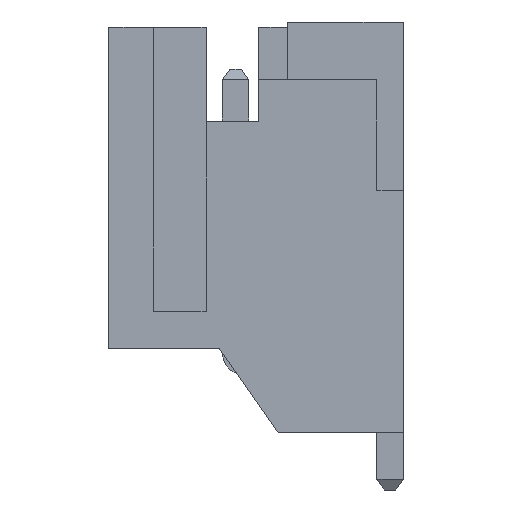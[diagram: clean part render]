
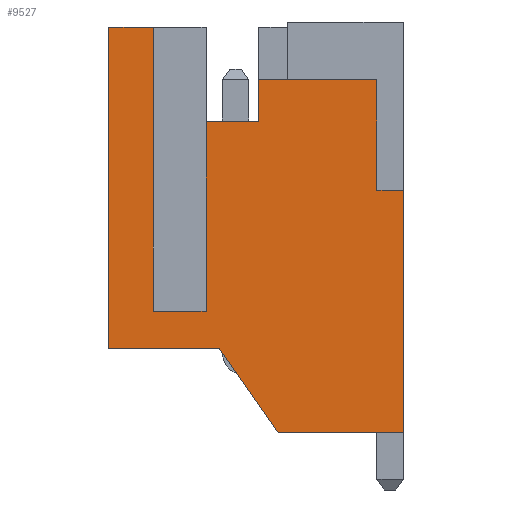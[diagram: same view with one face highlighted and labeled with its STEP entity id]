
A CAD part, left-side view. The second image highlights one B-rep face of the part: STEP entity #9527.
In plain terms, the highlighted planar face has unit normal (-1, 0, 0).
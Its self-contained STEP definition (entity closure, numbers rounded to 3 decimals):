
#16 = CARTESIAN_POINT ( 'NONE',  ( -10., -0.689, 3. ) ) ;
#211 = ORIENTED_EDGE ( 'NONE', *, *, #4975, .T. ) ;
#376 = CARTESIAN_POINT ( 'NONE',  ( -10., 2.161, -1.3 ) ) ;
#426 = LINE ( 'NONE', #376, #1257 ) ;
#760 = DIRECTION ( 'NONE',  ( 0., 1., 0. ) ) ;
#944 = LINE ( 'NONE', #9806, #9276 ) ;
#949 = ORIENTED_EDGE ( 'NONE', *, *, #10565, .F. ) ;
#1251 = ORIENTED_EDGE ( 'NONE', *, *, #7493, .F. ) ;
#1257 = VECTOR ( 'NONE', #5046, 1000. ) ;
#1298 = VERTEX_POINT ( 'NONE', #4959 ) ;
#1431 = FACE_OUTER_BOUND ( 'NONE', #2617, .T. ) ;
#1499 = PLANE ( 'NONE',  #4806 ) ;
#1808 = DIRECTION ( 'NONE',  ( 0., -1., 0. ) ) ;
#1861 = ORIENTED_EDGE ( 'NONE', *, *, #2667, .F. ) ;
#2056 = LINE ( 'NONE', #4761, #9461 ) ;
#2164 = EDGE_CURVE ( 'NONE', #8224, #9490, #7735, .T. ) ;
#2201 = CARTESIAN_POINT ( 'NONE',  ( -10., 0.311, 3. ) ) ;
#2310 = EDGE_CURVE ( 'NONE', #6006, #8224, #7420, .T. ) ;
#2379 = CARTESIAN_POINT ( 'NONE',  ( -10., -2.939, 1.7 ) ) ;
#2396 = CARTESIAN_POINT ( 'NONE',  ( -10., -0.689, 3.8 ) ) ;
#2418 = DIRECTION ( 'NONE',  ( 0., 0., 1. ) ) ;
#2472 = EDGE_CURVE ( 'NONE', #7430, #6648, #944, .T. ) ;
#2499 = VECTOR ( 'NONE', #760, 1000. ) ;
#2584 = LINE ( 'NONE', #7789, #11294 ) ;
#2615 = CARTESIAN_POINT ( 'NONE',  ( -10., -2.939, 3.8 ) ) ;
#2617 = EDGE_LOOP ( 'NONE', ( #6482, #7543, #5082, #1861, #11153, #7240, #6647, #5027, #949, #211, #7131, #5592, #1251, #4397 ) ) ;
#2637 = LINE ( 'NONE', #6207, #7574 ) ;
#2667 = EDGE_CURVE ( 'NONE', #9253, #10648, #6528, .T. ) ;
#2796 = EDGE_CURVE ( 'NONE', #6648, #10995, #6288, .T. ) ;
#3154 = CARTESIAN_POINT ( 'NONE',  ( -10., 1.311, -0.6 ) ) ;
#3251 = VECTOR ( 'NONE', #2418, 1000. ) ;
#3314 = EDGE_CURVE ( 'NONE', #10648, #6897, #2056, .T. ) ;
#3427 = VECTOR ( 'NONE', #11150, 1000. ) ;
#4397 = ORIENTED_EDGE ( 'NONE', *, *, #2796, .F. ) ;
#4725 = CARTESIAN_POINT ( 'NONE',  ( -10., -0.689, 3. ) ) ;
#4734 = CARTESIAN_POINT ( 'NONE',  ( -10., -3.439, 1.7 ) ) ;
#4761 = CARTESIAN_POINT ( 'NONE',  ( -10., -0.689, 3.8 ) ) ;
#4806 = AXIS2_PLACEMENT_3D ( 'NONE', #8724, #7794, #11497 ) ;
#4847 = CARTESIAN_POINT ( 'NONE',  ( -10., 2.161, -1.3 ) ) ;
#4959 = CARTESIAN_POINT ( 'NONE',  ( -10., 2.161, 4.8 ) ) ;
#4975 = EDGE_CURVE ( 'NONE', #1298, #11388, #5593, .T. ) ;
#4986 = DIRECTION ( 'NONE',  ( 0., -1., 0. ) ) ;
#5027 = ORIENTED_EDGE ( 'NONE', *, *, #5190, .T. ) ;
#5046 = DIRECTION ( 'NONE',  ( 0., 1., 0. ) ) ;
#5082 = ORIENTED_EDGE ( 'NONE', *, *, #3314, .F. ) ;
#5190 = EDGE_CURVE ( 'NONE', #6006, #10237, #2584, .T. ) ;
#5279 = EDGE_CURVE ( 'NONE', #10640, #6438, #9128, .T. ) ;
#5592 = ORIENTED_EDGE ( 'NONE', *, *, #5279, .T. ) ;
#5593 = LINE ( 'NONE', #9141, #5873 ) ;
#5645 = CARTESIAN_POINT ( 'NONE',  ( -10., 0.311, 3. ) ) ;
#5662 = DIRECTION ( 'NONE',  ( 0., 0., 1. ) ) ;
#5750 = VECTOR ( 'NONE', #5662, 1000. ) ;
#5789 = CARTESIAN_POINT ( 'NONE',  ( -10., -3.439, -2.9 ) ) ;
#5873 = VECTOR ( 'NONE', #10842, 1000. ) ;
#5916 = CARTESIAN_POINT ( 'NONE',  ( -10., 0.061, -1.3 ) ) ;
#5997 = LINE ( 'NONE', #7743, #2499 ) ;
#6006 = VERTEX_POINT ( 'NONE', #10297 ) ;
#6205 = CARTESIAN_POINT ( 'NONE',  ( -10., -1.06, -2.9 ) ) ;
#6207 = CARTESIAN_POINT ( 'NONE',  ( -10., 2.161, 4.8 ) ) ;
#6288 = LINE ( 'NONE', #8028, #11548 ) ;
#6393 = DIRECTION ( 'NONE',  ( 0., 0., -1. ) ) ;
#6438 = VERTEX_POINT ( 'NONE', #10416 ) ;
#6482 = ORIENTED_EDGE ( 'NONE', *, *, #2472, .F. ) ;
#6528 = LINE ( 'NONE', #4725, #5750 ) ;
#6570 = CARTESIAN_POINT ( 'NONE',  ( -10., 1.311, 4.8 ) ) ;
#6647 = ORIENTED_EDGE ( 'NONE', *, *, #2310, .F. ) ;
#6648 = VERTEX_POINT ( 'NONE', #4734 ) ;
#6897 = VERTEX_POINT ( 'NONE', #2615 ) ;
#6958 = EDGE_CURVE ( 'NONE', #7430, #6897, #11028, .T. ) ;
#7131 = ORIENTED_EDGE ( 'NONE', *, *, #10963, .F. ) ;
#7240 = ORIENTED_EDGE ( 'NONE', *, *, #2164, .F. ) ;
#7420 = LINE ( 'NONE', #3154, #9652 ) ;
#7430 = VERTEX_POINT ( 'NONE', #2379 ) ;
#7493 = EDGE_CURVE ( 'NONE', #10995, #6438, #5997, .T. ) ;
#7543 = ORIENTED_EDGE ( 'NONE', *, *, #6958, .T. ) ;
#7574 = VECTOR ( 'NONE', #9824, 1000. ) ;
#7735 = LINE ( 'NONE', #8887, #3251 ) ;
#7743 = CARTESIAN_POINT ( 'NONE',  ( -10., -3.439, -2.9 ) ) ;
#7789 = CARTESIAN_POINT ( 'NONE',  ( -10., 1.311, -0.6 ) ) ;
#7794 = DIRECTION ( 'NONE',  ( 1., 0., 0. ) ) ;
#8028 = CARTESIAN_POINT ( 'NONE',  ( -10., -3.439, 4.8 ) ) ;
#8224 = VERTEX_POINT ( 'NONE', #10136 ) ;
#8293 = DIRECTION ( 'NONE',  ( 0., -1., 0. ) ) ;
#8724 = CARTESIAN_POINT ( 'NONE',  ( -10., 2.161, 4.8 ) ) ;
#8887 = CARTESIAN_POINT ( 'NONE',  ( -10., 0.311, -0.6 ) ) ;
#9128 = LINE ( 'NONE', #6205, #10147 ) ;
#9141 = CARTESIAN_POINT ( 'NONE',  ( -10., 2.161, 4.8 ) ) ;
#9253 = VERTEX_POINT ( 'NONE', #16 ) ;
#9276 = VECTOR ( 'NONE', #1808, 1000. ) ;
#9461 = VECTOR ( 'NONE', #8293, 1000. ) ;
#9490 = VERTEX_POINT ( 'NONE', #5645 ) ;
#9527 = ADVANCED_FACE ( 'NONE', ( #1431 ), #1499, .F. ) ;
#9652 = VECTOR ( 'NONE', #4986, 1000. ) ;
#9806 = CARTESIAN_POINT ( 'NONE',  ( -10., -3.439, 1.7 ) ) ;
#9824 = DIRECTION ( 'NONE',  ( 0., -1., 0. ) ) ;
#9992 = DIRECTION ( 'NONE',  ( 0., -0.574, -0.819 ) ) ;
#10136 = CARTESIAN_POINT ( 'NONE',  ( -10., 0.311, -0.6 ) ) ;
#10147 = VECTOR ( 'NONE', #9992, 1000. ) ;
#10201 = LINE ( 'NONE', #2201, #10425 ) ;
#10202 = CARTESIAN_POINT ( 'NONE',  ( -10., -2.939, 1.7 ) ) ;
#10237 = VERTEX_POINT ( 'NONE', #6570 ) ;
#10297 = CARTESIAN_POINT ( 'NONE',  ( -10., 1.311, -0.6 ) ) ;
#10316 = DIRECTION ( 'NONE',  ( 0., -1., 0. ) ) ;
#10416 = CARTESIAN_POINT ( 'NONE',  ( -10., -1.06, -2.9 ) ) ;
#10425 = VECTOR ( 'NONE', #10316, 1000. ) ;
#10565 = EDGE_CURVE ( 'NONE', #1298, #10237, #2637, .T. ) ;
#10640 = VERTEX_POINT ( 'NONE', #5916 ) ;
#10648 = VERTEX_POINT ( 'NONE', #2396 ) ;
#10842 = DIRECTION ( 'NONE',  ( 0., 0., -1. ) ) ;
#10963 = EDGE_CURVE ( 'NONE', #10640, #11388, #426, .T. ) ;
#10995 = VERTEX_POINT ( 'NONE', #5789 ) ;
#11028 = LINE ( 'NONE', #10202, #3427 ) ;
#11150 = DIRECTION ( 'NONE',  ( 0., 0., 1. ) ) ;
#11153 = ORIENTED_EDGE ( 'NONE', *, *, #11332, .F. ) ;
#11294 = VECTOR ( 'NONE', #11433, 1000. ) ;
#11332 = EDGE_CURVE ( 'NONE', #9490, #9253, #10201, .T. ) ;
#11388 = VERTEX_POINT ( 'NONE', #4847 ) ;
#11433 = DIRECTION ( 'NONE',  ( 0., 0., 1. ) ) ;
#11497 = DIRECTION ( 'NONE',  ( 0., 1., 0. ) ) ;
#11548 = VECTOR ( 'NONE', #6393, 1000. ) ;
